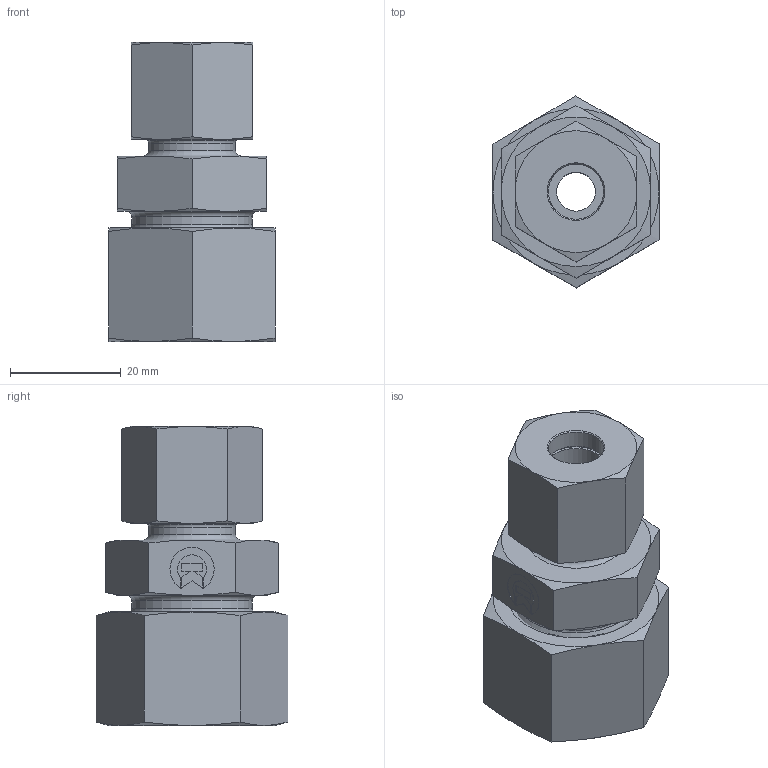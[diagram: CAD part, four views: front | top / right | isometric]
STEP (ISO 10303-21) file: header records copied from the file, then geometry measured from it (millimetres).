
FILE_DESCRIPTION((''),'2;1');
FILE_NAME('32816102418.stp','2014-08-15T16:20:52',(''),('KNOMI spol. s r. o.'),'Autodesk Inventor 2012','Autodesk Inventor 2012','');
FILE_SCHEMA(('AUTOMOTIVE_DESIGN { 1 2 10303 214 0 1 1 1 }'));
Length unit declared in the file: millimetre
Products named in the file (6): PSR3K 16/10S M24/M18; 318 1610 2418; 3981018; 40110; 3981624; 40816
Assembly tree (5 placements, depth 2):
  PSR3K 16/10S M24/M18
    318 1610 2418
    3981018
    40110
    3981624
    40816
Bounding box: 30.01 x 34.64 x 54 mm (x, y, z)
Volume: 25702.2 mm3; surface area: 14198.7 mm2
Topology: 5 solids, 5 shells, 147 faces, 340 edges, 219 vertices
Faces by surface type: plane 62, cone 57, cylinder 22, torus 6
Full cylindrical faces by diameter (mm): 7 x1, 10 x3, 12 x1, 12.3 x1, 14 x1, 15.7 x1, 16 x3, 16.376 x1, 18 x1, 18.2 x1, 21 x1, 21.7 x1, 22.376 x1, 24 x1
Entity records: 4077 total; most frequent: CARTESIAN_POINT 782, DIRECTION 626, ORIENTED_EDGE 548, EDGE_CURVE 274, AXIS2_PLACEMENT_3D 258, EDGE_LOOP 210, VERTEX_POINT 190, STYLED_ITEM 160
